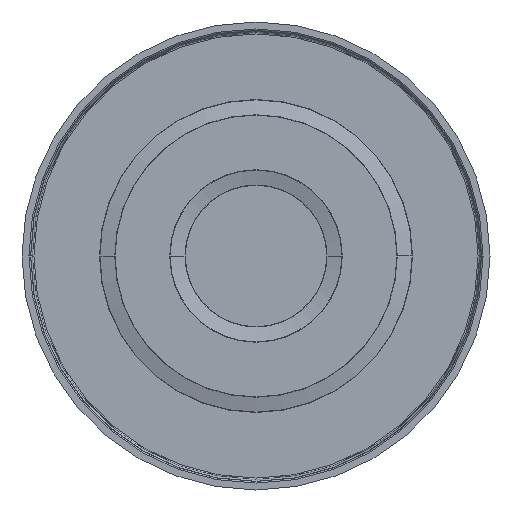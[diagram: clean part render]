
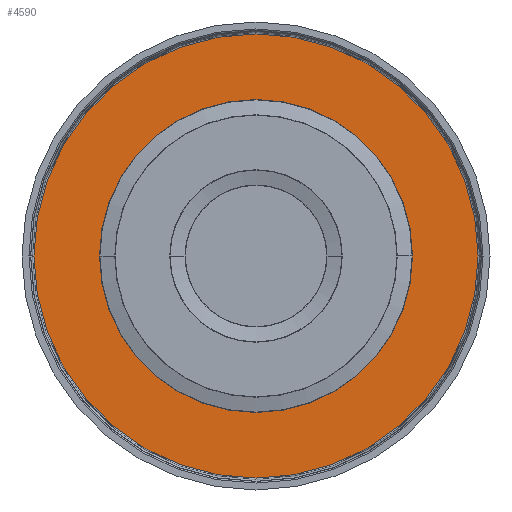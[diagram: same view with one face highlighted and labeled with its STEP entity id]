
A CAD part, front view. The second image highlights one B-rep face of the part: STEP entity #4590.
In plain terms, the highlighted planar face has unit normal (0, -1, 0).
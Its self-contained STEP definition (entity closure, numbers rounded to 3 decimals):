
#22 = DIRECTION ( 'NONE',  ( -1., 0., 0. ) ) ;
#95 = DIRECTION ( 'NONE',  ( -1., 0., 0. ) ) ;
#173 = ORIENTED_EDGE ( 'NONE', *, *, #1004, .F. ) ;
#189 = EDGE_LOOP ( 'NONE', ( #3600, #1472 ) ) ;
#501 = ORIENTED_EDGE ( 'NONE', *, *, #2426, .F. ) ;
#588 = FACE_BOUND ( 'NONE', #189, .T. ) ;
#680 = VERTEX_POINT ( 'NONE', #6492 ) ;
#964 = DIRECTION ( 'NONE',  ( 0., 1., 0. ) ) ;
#1004 = EDGE_CURVE ( 'NONE', #3024, #4387, #2871, .T. ) ;
#1014 = CARTESIAN_POINT ( 'NONE',  ( 0., 25., 0. ) ) ;
#1049 = DIRECTION ( 'NONE',  ( 0., 1., 0. ) ) ;
#1182 = DIRECTION ( 'NONE',  ( 0., 1., 0. ) ) ;
#1448 = DIRECTION ( 'NONE',  ( 0., 1., 0. ) ) ;
#1472 = ORIENTED_EDGE ( 'NONE', *, *, #3724, .T. ) ;
#1487 = CARTESIAN_POINT ( 'NONE',  ( 0., 25., 0. ) ) ;
#1723 = CARTESIAN_POINT ( 'NONE',  ( 0., 25., 0. ) ) ;
#1758 = AXIS2_PLACEMENT_3D ( 'NONE', #1723, #1182, #95 ) ;
#2025 = CARTESIAN_POINT ( 'NONE',  ( 0., 25., 0. ) ) ;
#2129 = FACE_OUTER_BOUND ( 'NONE', #2288, .T. ) ;
#2214 = AXIS2_PLACEMENT_3D ( 'NONE', #1014, #1049, #22 ) ;
#2288 = EDGE_LOOP ( 'NONE', ( #173, #501 ) ) ;
#2426 = EDGE_CURVE ( 'NONE', #4387, #3024, #3222, .T. ) ;
#2871 = CIRCLE ( 'NONE', #1758, 54.509 ) ;
#3024 = VERTEX_POINT ( 'NONE', #5646 ) ;
#3163 = EDGE_CURVE ( 'NONE', #5882, #680, #6172, .T. ) ;
#3222 = CIRCLE ( 'NONE', #5729, 54.509 ) ;
#3558 = DIRECTION ( 'NONE',  ( -1., 0., 0. ) ) ;
#3600 = ORIENTED_EDGE ( 'NONE', *, *, #3163, .T. ) ;
#3648 = CARTESIAN_POINT ( 'NONE',  ( 38.232, 25., 0. ) ) ;
#3724 = EDGE_CURVE ( 'NONE', #680, #5882, #4781, .T. ) ;
#4387 = VERTEX_POINT ( 'NONE', #6371 ) ;
#4444 = AXIS2_PLACEMENT_3D ( 'NONE', #3648, #6229, #6364 ) ;
#4590 = ADVANCED_FACE ( 'NONE', ( #588, #2129 ), #5188, .F. ) ;
#4688 = DIRECTION ( 'NONE',  ( -1., 0., 0. ) ) ;
#4781 = CIRCLE ( 'NONE', #6422, 38.403 ) ;
#5188 = PLANE ( 'NONE',  #4444 ) ;
#5326 = CARTESIAN_POINT ( 'NONE',  ( -38.403, 25., 0. ) ) ;
#5646 = CARTESIAN_POINT ( 'NONE',  ( -54.509, 25., 0. ) ) ;
#5729 = AXIS2_PLACEMENT_3D ( 'NONE', #1487, #1448, #3558 ) ;
#5882 = VERTEX_POINT ( 'NONE', #5326 ) ;
#6172 = CIRCLE ( 'NONE', #2214, 38.403 ) ;
#6229 = DIRECTION ( 'NONE',  ( 0., 1., 0. ) ) ;
#6364 = DIRECTION ( 'NONE',  ( -1., 0., 0. ) ) ;
#6371 = CARTESIAN_POINT ( 'NONE',  ( 54.509, 25., 0. ) ) ;
#6422 = AXIS2_PLACEMENT_3D ( 'NONE', #2025, #964, #4688 ) ;
#6492 = CARTESIAN_POINT ( 'NONE',  ( 38.403, 25., 0. ) ) ;
